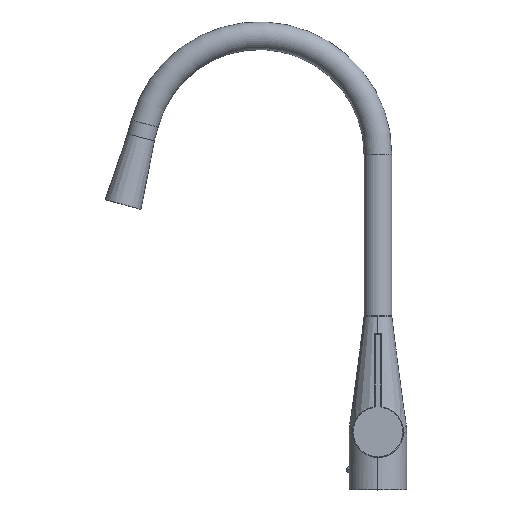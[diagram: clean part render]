
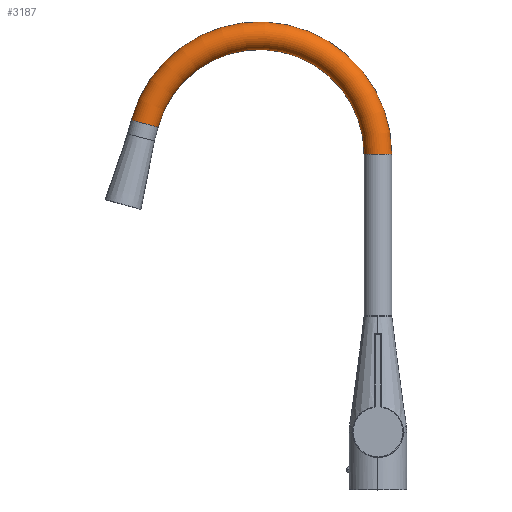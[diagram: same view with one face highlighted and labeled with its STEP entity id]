
A CAD part, top view. The second image highlights one B-rep face of the part: STEP entity #3187.
In plain terms, the highlighted toroidal (fillet/blend) face has major radius 102.653 mm and minor radius 12 mm.
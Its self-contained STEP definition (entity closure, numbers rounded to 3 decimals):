
#89 = EDGE_CURVE ( 'NONE', #10675, #2470, #9988, .T. ) ;
#114 = AXIS2_PLACEMENT_3D ( 'NONE', #6713, #7694, #1136 ) ;
#821 = DIRECTION ( 'NONE',  ( 0., -1., 0. ) ) ;
#1070 = CARTESIAN_POINT ( 'NONE',  ( 102.652, 145.348, 0. ) ) ;
#1136 = DIRECTION ( 'NONE',  ( 0.966, 0.259, 0. ) ) ;
#2183 = EDGE_CURVE ( 'NONE', #8549, #7445, #10574, .T. ) ;
#2470 = VERTEX_POINT ( 'NONE', #11517 ) ;
#2652 = CARTESIAN_POINT ( 'NONE',  ( 102.652, 145.348, 0. ) ) ;
#2754 = ORIENTED_EDGE ( 'NONE', *, *, #89, .F. ) ;
#2878 = AXIS2_PLACEMENT_3D ( 'NONE', #2652, #11823, #10051 ) ;
#2948 = DIRECTION ( 'NONE',  ( -0.966, -0.259, 0. ) ) ;
#3168 = AXIS2_PLACEMENT_3D ( 'NONE', #1070, #6598, #8469 ) ;
#3187 = ADVANCED_FACE ( 'NONE', ( #6640 ), #11032, .T. ) ;
#4118 = ORIENTED_EDGE ( 'NONE', *, *, #2183, .T. ) ;
#4585 = DIRECTION ( 'NONE',  ( -1., 0., 0. ) ) ;
#5616 = ORIENTED_EDGE ( 'NONE', *, *, #7325, .T. ) ;
#5654 = CARTESIAN_POINT ( 'NONE',  ( 213.398, 175.022, 0. ) ) ;
#6527 = CARTESIAN_POINT ( 'NONE',  ( 190.216, 168.81, 0. ) ) ;
#6598 = DIRECTION ( 'NONE',  ( 0., 0., 1. ) ) ;
#6640 = FACE_OUTER_BOUND ( 'NONE', #10300, .T. ) ;
#6713 = CARTESIAN_POINT ( 'NONE',  ( 201.807, 171.916, 0. ) ) ;
#6738 = CIRCLE ( 'NONE', #2878, 90.652 ) ;
#7325 = EDGE_CURVE ( 'NONE', #7445, #2470, #6738, .T. ) ;
#7445 = VERTEX_POINT ( 'NONE', #6527 ) ;
#7555 = CARTESIAN_POINT ( 'NONE',  ( 102.652, 145.348, 0. ) ) ;
#7659 = AXIS2_PLACEMENT_3D ( 'NONE', #10152, #821, #4585 ) ;
#7694 = DIRECTION ( 'NONE',  ( -0.259, 0.966, 0. ) ) ;
#8114 = CARTESIAN_POINT ( 'NONE',  ( -12., 145.348, 0. ) ) ;
#8391 = CIRCLE ( 'NONE', #3168, 114.652 ) ;
#8469 = DIRECTION ( 'NONE',  ( 0.966, 0.259, 0. ) ) ;
#8549 = VERTEX_POINT ( 'NONE', #5654 ) ;
#9417 = ORIENTED_EDGE ( 'NONE', *, *, #10745, .F. ) ;
#9425 = DIRECTION ( 'NONE',  ( 0., 0., 1. ) ) ;
#9988 = CIRCLE ( 'NONE', #7659, 12. ) ;
#10051 = DIRECTION ( 'NONE',  ( 0.966, 0.259, 0. ) ) ;
#10152 = CARTESIAN_POINT ( 'NONE',  ( 0., 145.348, 0. ) ) ;
#10300 = EDGE_LOOP ( 'NONE', ( #5616, #2754, #9417, #4118 ) ) ;
#10574 = CIRCLE ( 'NONE', #114, 12. ) ;
#10675 = VERTEX_POINT ( 'NONE', #8114 ) ;
#10745 = EDGE_CURVE ( 'NONE', #8549, #10675, #8391, .T. ) ;
#10843 = AXIS2_PLACEMENT_3D ( 'NONE', #7555, #9425, #2948 ) ;
#11032 = TOROIDAL_SURFACE ( 'NONE', #10843, 102.652, 12. ) ;
#11517 = CARTESIAN_POINT ( 'NONE',  ( 12., 145.348, 0. ) ) ;
#11823 = DIRECTION ( 'NONE',  ( 0., 0., 1. ) ) ;
